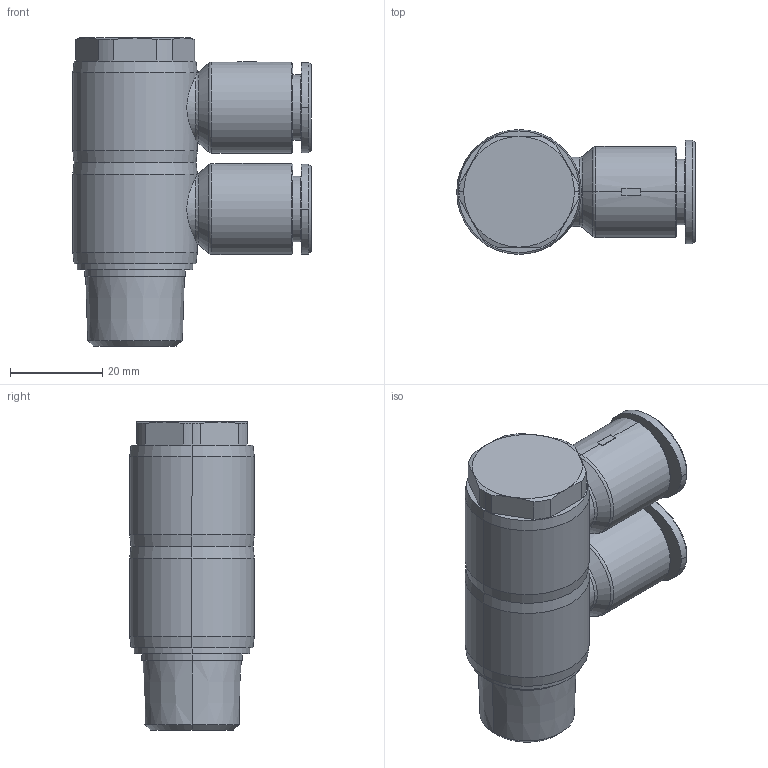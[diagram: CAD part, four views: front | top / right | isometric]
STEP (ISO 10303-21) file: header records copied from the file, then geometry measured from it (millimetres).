
FILE_DESCRIPTION((''),'2;1');
FILE_NAME('GPH_1204(2)(3D).stp','2012-12-20T16:22:43',(''),(''),'Mechanical Desktop.R8.0.24.0','Mechanical Desktop.R8.0.24.0',', , ');
FILE_SCHEMA(('CONFIG_CONTROL_DESIGN'));
Length unit declared in the file: millimetre
Products named in the file (2): GPH_1204(2)(3D); 睡ヶ1
Assembly tree (1 placements, depth 2):
  GPH_1204(2)(3D)
    睡ヶ1
Bounding box: 51.7 x 27 x 66.8 mm (x, y, z)
Volume: 34427.2 mm3; surface area: 14653.8 mm2
Topology: 1 solids, 1 shells, 796 faces, 2240 edges, 1475 vertices
Faces by surface type: plane 694, cone 42, cylinder 36, bspline 20, torus 4
Entity records: 26457 total; most frequent: CARTESIAN_POINT 5859, ORIENTED_EDGE 4476, DIRECTION 3874, EDGE_CURVE 2238, VECTOR 2050, LINE 2050, VERTEX_POINT 1475, AXIS2_PLACEMENT_3D 912
